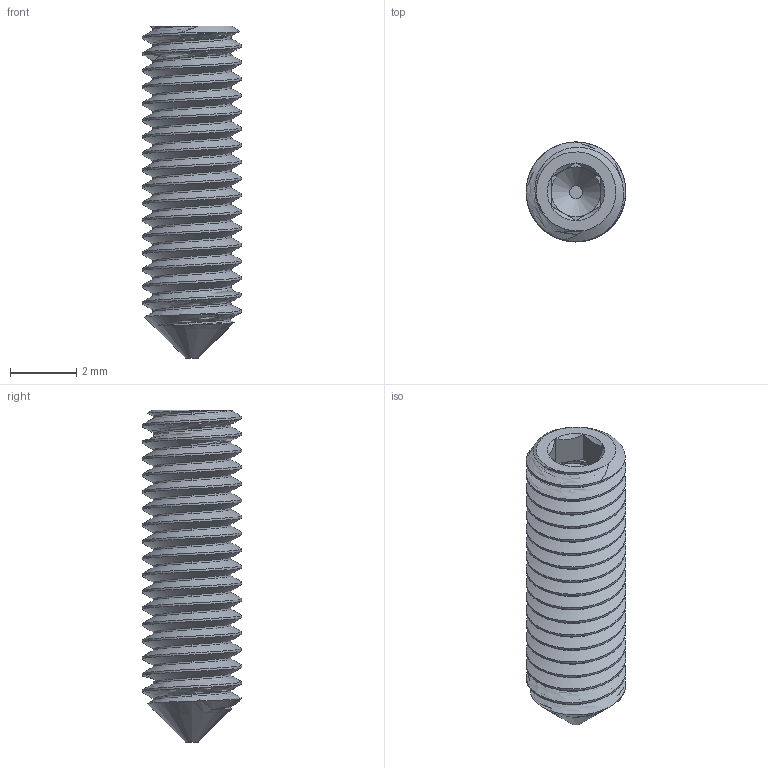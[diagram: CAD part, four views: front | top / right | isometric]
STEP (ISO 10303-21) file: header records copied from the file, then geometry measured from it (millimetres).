
FILE_DESCRIPTION(/* description */ (''),/* implementation_level */ '2;1');
FILE_NAME(/* name */ '91217A076_18-8 Stainless Steel Cone-Point Set Screw v1.step',/* time_stamp */ '2022-04-06T19:42:10-04:00',/* author */ (''),/* organization */ (''),/* preprocessor_version */ 'ST-DEVELOPER v18.1',/* originating_system */ 'Autodesk Translation Framework v10.14.0.1471',/* authorisation */ '');
FILE_SCHEMA (('AUTOMOTIVE_DESIGN { 1 0 10303 214 3 1 1 }'));
Length unit declared in the file: inch
Products named in the file (1): 91217A076_18-8 Stainless Steel Cone-Point Set Screw
Bounding box: 3 x 3 x 10 mm (x, y, z)
Volume: 50.4 mm3; surface area: 147.6 mm2
Topology: 1 solids, 1 shells, 62 faces, 161 edges, 101 vertices
Faces by surface type: cylinder 37, plane 14, cone 9, bspline 2
Full cylindrical faces by diameter (mm): 2.35 x17, 3 x16
Entity records: 4406 total; most frequent: CARTESIAN_POINT 3069, ORIENTED_EDGE 320, DIRECTION 217, EDGE_CURVE 160, VERTEX_POINT 101, AXIS2_PLACEMENT_3D 81, EDGE_LOOP 63, FACE_OUTER_BOUND 62
